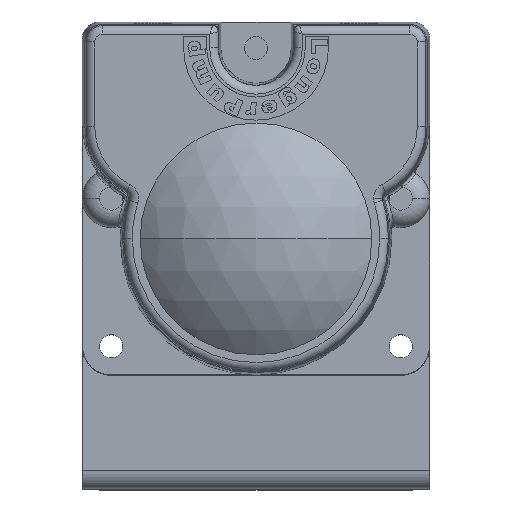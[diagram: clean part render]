
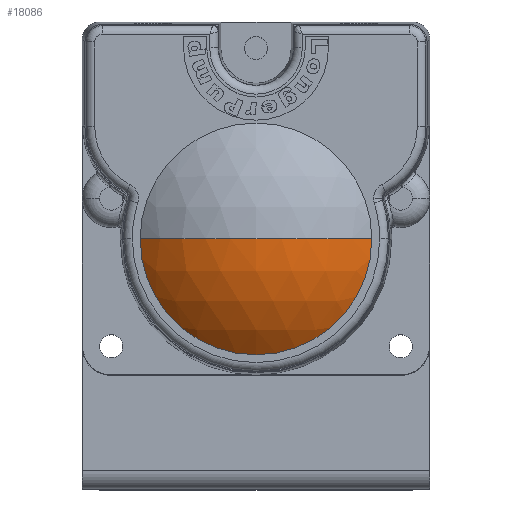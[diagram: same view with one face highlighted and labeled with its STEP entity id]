
A CAD part, top view. The second image highlights one B-rep face of the part: STEP entity #18086.
In plain terms, the highlighted spherical face has radius 29 mm.
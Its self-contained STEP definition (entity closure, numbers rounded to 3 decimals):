
#936 = EDGE_LOOP ( 'NONE', ( #28642, #42129, #11234 ) ) ;
#2078 = EDGE_CURVE ( 'NONE', #41515, #50873, #46042, .T. ) ;
#2884 = DIRECTION ( 'NONE',  ( 1., 0., 0. ) ) ;
#3676 = CARTESIAN_POINT ( 'NONE',  ( 0., 0., 11.8 ) ) ;
#4065 = EDGE_CURVE ( 'NONE', #15224, #50873, #37347, .T. ) ;
#5765 = CARTESIAN_POINT ( 'NONE',  ( -20., 0., 32.8 ) ) ;
#8747 = CARTESIAN_POINT ( 'NONE',  ( 20., 0., 32.8 ) ) ;
#9315 = AXIS2_PLACEMENT_3D ( 'NONE', #3676, #38201, #2884 ) ;
#11234 = ORIENTED_EDGE ( 'NONE', *, *, #2078, .F. ) ;
#11450 = DIRECTION ( 'NONE',  ( -1., 0., 0. ) ) ;
#13674 = DIRECTION ( 'NONE',  ( 0., 1., 0. ) ) ;
#15224 = VERTEX_POINT ( 'NONE', #8747 ) ;
#17648 = EDGE_CURVE ( 'NONE', #41515, #15224, #19757, .T. ) ;
#18086 = ADVANCED_FACE ( 'NONE', ( #19653 ), #18890, .T. ) ;
#18890 = SPHERICAL_SURFACE ( 'NONE', #27913, 29. ) ;
#19653 = FACE_OUTER_BOUND ( 'NONE', #936, .T. ) ;
#19757 = CIRCLE ( 'NONE', #28291, 20. ) ;
#25237 = CARTESIAN_POINT ( 'NONE',  ( 0., 0., 40.8 ) ) ;
#27582 = DIRECTION ( 'NONE',  ( -1., 0., 0. ) ) ;
#27913 = AXIS2_PLACEMENT_3D ( 'NONE', #47629, #46766, #11450 ) ;
#28291 = AXIS2_PLACEMENT_3D ( 'NONE', #45541, #49699, #27582 ) ;
#28642 = ORIENTED_EDGE ( 'NONE', *, *, #17648, .T. ) ;
#31681 = AXIS2_PLACEMENT_3D ( 'NONE', #32683, #13674, #43254 ) ;
#32683 = CARTESIAN_POINT ( 'NONE',  ( 0., 0., 11.8 ) ) ;
#37347 = CIRCLE ( 'NONE', #9315, 29. ) ;
#38201 = DIRECTION ( 'NONE',  ( 0., -1., 0. ) ) ;
#41515 = VERTEX_POINT ( 'NONE', #5765 ) ;
#42129 = ORIENTED_EDGE ( 'NONE', *, *, #4065, .T. ) ;
#43254 = DIRECTION ( 'NONE',  ( -1., 0., 0. ) ) ;
#45541 = CARTESIAN_POINT ( 'NONE',  ( 0., 0., 32.8 ) ) ;
#46042 = CIRCLE ( 'NONE', #31681, 29. ) ;
#46766 = DIRECTION ( 'NONE',  ( 0., -1., 0. ) ) ;
#47629 = CARTESIAN_POINT ( 'NONE',  ( 0., 0., 11.8 ) ) ;
#49699 = DIRECTION ( 'NONE',  ( 0., 0., 1. ) ) ;
#50873 = VERTEX_POINT ( 'NONE', #25237 ) ;
